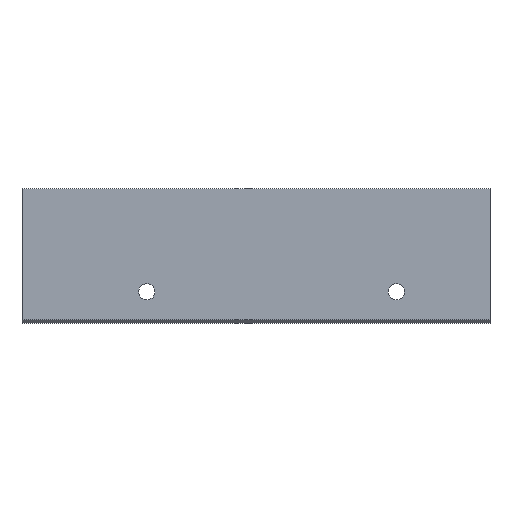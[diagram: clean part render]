
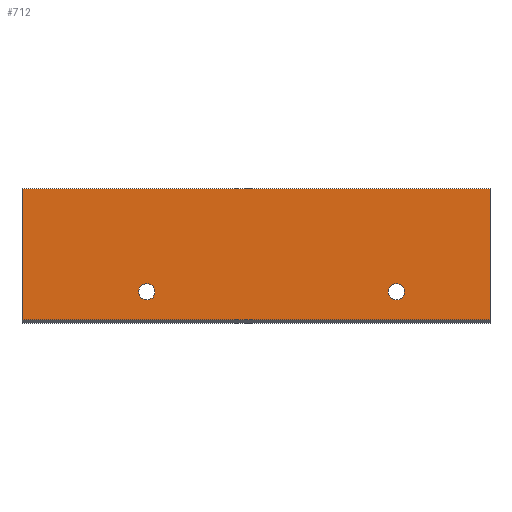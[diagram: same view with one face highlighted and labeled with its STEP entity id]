
A CAD part, top view. The second image highlights one B-rep face of the part: STEP entity #712.
In plain terms, the highlighted planar face has unit normal (0, 0, 1).
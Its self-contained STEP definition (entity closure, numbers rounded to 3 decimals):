
#44 = PLANE('',#45);
#45 = AXIS2_PLACEMENT_3D('',#46,#47,#48);
#46 = CARTESIAN_POINT('',(-75.,21.141,1.873));
#47 = DIRECTION('',(1.,0.,0.));
#48 = DIRECTION('',(0.,0.,1.));
#72 = PLANE('',#73);
#73 = AXIS2_PLACEMENT_3D('',#74,#75,#76);
#74 = CARTESIAN_POINT('',(-75.,0.5,2.5));
#75 = DIRECTION('',(0.,-0.707,0.707)
  );
#76 = DIRECTION('',(1.,0.,0.));
#100 = PLANE('',#101);
#101 = AXIS2_PLACEMENT_3D('',#102,#103,#104);
#102 = CARTESIAN_POINT('',(75.,21.141,1.873));
#103 = DIRECTION('',(1.,0.,0.));
#104 = DIRECTION('',(0.,0.,1.));
#200 = VERTEX_POINT('',#201);
#201 = CARTESIAN_POINT('',(-75.,43.,3.));
#215 = PLANE('',#216);
#216 = AXIS2_PLACEMENT_3D('',#217,#218,#219);
#217 = CARTESIAN_POINT('',(-75.,43.,1.5));
#218 = DIRECTION('',(0.,-1.,0.));
#219 = DIRECTION('',(0.,0.,1.));
#227 = EDGE_CURVE('',#200,#228,#230,.T.);
#228 = VERTEX_POINT('',#229);
#229 = CARTESIAN_POINT('',(-75.,1.,3.));
#230 = SURFACE_CURVE('',#231,(#235,#242),.PCURVE_S1.);
#231 = LINE('',#232,#233);
#232 = CARTESIAN_POINT('',(-75.,43.,3.));
#233 = VECTOR('',#234,1.);
#234 = DIRECTION('',(0.,-1.,0.));
#235 = PCURVE('',#44,#236);
#236 = DEFINITIONAL_REPRESENTATION('',(#237),#241);
#237 = LINE('',#238,#239);
#238 = CARTESIAN_POINT('',(1.127,-21.859));
#239 = VECTOR('',#240,1.);
#240 = DIRECTION('',(0.,1.));
#241 = ( GEOMETRIC_REPRESENTATION_CONTEXT(2) 
PARAMETRIC_REPRESENTATION_CONTEXT() REPRESENTATION_CONTEXT('2D SPACE',''
  ) );
#242 = PCURVE('',#243,#248);
#243 = PLANE('',#244);
#244 = AXIS2_PLACEMENT_3D('',#245,#246,#247);
#245 = CARTESIAN_POINT('',(-75.,43.,3.));
#246 = DIRECTION('',(0.,0.,-1.));
#247 = DIRECTION('',(0.,-1.,0.));
#248 = DEFINITIONAL_REPRESENTATION('',(#249),#253);
#249 = LINE('',#250,#251);
#250 = CARTESIAN_POINT('',(0.,0.));
#251 = VECTOR('',#252,1.);
#252 = DIRECTION('',(1.,0.));
#253 = ( GEOMETRIC_REPRESENTATION_CONTEXT(2) 
PARAMETRIC_REPRESENTATION_CONTEXT() REPRESENTATION_CONTEXT('2D SPACE',''
  ) );
#332 = VERTEX_POINT('',#333);
#333 = CARTESIAN_POINT('',(75.,1.,3.));
#354 = EDGE_CURVE('',#228,#332,#355,.T.);
#355 = SURFACE_CURVE('',#356,(#360,#367),.PCURVE_S1.);
#356 = LINE('',#357,#358);
#357 = CARTESIAN_POINT('',(-75.,1.,3.));
#358 = VECTOR('',#359,1.);
#359 = DIRECTION('',(1.,0.,0.));
#360 = PCURVE('',#72,#361);
#361 = DEFINITIONAL_REPRESENTATION('',(#362),#366);
#362 = LINE('',#363,#364);
#363 = CARTESIAN_POINT('',(0.,0.707));
#364 = VECTOR('',#365,1.);
#365 = DIRECTION('',(1.,0.));
#366 = ( GEOMETRIC_REPRESENTATION_CONTEXT(2) 
PARAMETRIC_REPRESENTATION_CONTEXT() REPRESENTATION_CONTEXT('2D SPACE',''
  ) );
#367 = PCURVE('',#243,#368);
#368 = DEFINITIONAL_REPRESENTATION('',(#369),#373);
#369 = LINE('',#370,#371);
#370 = CARTESIAN_POINT('',(42.,0.));
#371 = VECTOR('',#372,1.);
#372 = DIRECTION('',(0.,-1.));
#373 = ( GEOMETRIC_REPRESENTATION_CONTEXT(2) 
PARAMETRIC_REPRESENTATION_CONTEXT() REPRESENTATION_CONTEXT('2D SPACE',''
  ) );
#443 = CYLINDRICAL_SURFACE('',#444,2.6);
#444 = AXIS2_PLACEMENT_3D('',#445,#446,#447);
#445 = CARTESIAN_POINT('',(45.,10.,3.));
#446 = DIRECTION('',(0.,0.,1.));
#447 = DIRECTION('',(0.,-1.,0.));
#474 = CYLINDRICAL_SURFACE('',#475,2.6);
#475 = AXIS2_PLACEMENT_3D('',#476,#477,#478);
#476 = CARTESIAN_POINT('',(-35.,10.,3.));
#477 = DIRECTION('',(0.,0.,1.));
#478 = DIRECTION('',(0.,-1.,0.));
#538 = VERTEX_POINT('',#539);
#539 = CARTESIAN_POINT('',(75.,43.,3.));
#560 = EDGE_CURVE('',#538,#332,#561,.T.);
#561 = SURFACE_CURVE('',#562,(#566,#573),.PCURVE_S1.);
#562 = LINE('',#563,#564);
#563 = CARTESIAN_POINT('',(75.,43.,3.));
#564 = VECTOR('',#565,1.);
#565 = DIRECTION('',(0.,-1.,0.));
#566 = PCURVE('',#100,#567);
#567 = DEFINITIONAL_REPRESENTATION('',(#568),#572);
#568 = LINE('',#569,#570);
#569 = CARTESIAN_POINT('',(1.127,-21.859));
#570 = VECTOR('',#571,1.);
#571 = DIRECTION('',(0.,1.));
#572 = ( GEOMETRIC_REPRESENTATION_CONTEXT(2) 
PARAMETRIC_REPRESENTATION_CONTEXT() REPRESENTATION_CONTEXT('2D SPACE',''
  ) );
#573 = PCURVE('',#243,#574);
#574 = DEFINITIONAL_REPRESENTATION('',(#575),#579);
#575 = LINE('',#576,#577);
#576 = CARTESIAN_POINT('',(0.,-150.));
#577 = VECTOR('',#578,1.);
#578 = DIRECTION('',(1.,0.));
#579 = ( GEOMETRIC_REPRESENTATION_CONTEXT(2) 
PARAMETRIC_REPRESENTATION_CONTEXT() REPRESENTATION_CONTEXT('2D SPACE',''
  ) );
#692 = EDGE_CURVE('',#200,#538,#693,.T.);
#693 = SURFACE_CURVE('',#694,(#698,#705),.PCURVE_S1.);
#694 = LINE('',#695,#696);
#695 = CARTESIAN_POINT('',(-75.,43.,3.));
#696 = VECTOR('',#697,1.);
#697 = DIRECTION('',(1.,0.,0.));
#698 = PCURVE('',#215,#699);
#699 = DEFINITIONAL_REPRESENTATION('',(#700),#704);
#700 = LINE('',#701,#702);
#701 = CARTESIAN_POINT('',(1.5,0.));
#702 = VECTOR('',#703,1.);
#703 = DIRECTION('',(0.,-1.));
#704 = ( GEOMETRIC_REPRESENTATION_CONTEXT(2) 
PARAMETRIC_REPRESENTATION_CONTEXT() REPRESENTATION_CONTEXT('2D SPACE',''
  ) );
#705 = PCURVE('',#243,#706);
#706 = DEFINITIONAL_REPRESENTATION('',(#707),#711);
#707 = LINE('',#708,#709);
#708 = CARTESIAN_POINT('',(0.,0.));
#709 = VECTOR('',#710,1.);
#710 = DIRECTION('',(0.,-1.));
#711 = ( GEOMETRIC_REPRESENTATION_CONTEXT(2) 
PARAMETRIC_REPRESENTATION_CONTEXT() REPRESENTATION_CONTEXT('2D SPACE',''
  ) );
#712 = ADVANCED_FACE('',(#713,#719,#749),#243,.F.);
#713 = FACE_BOUND('',#714,.F.);
#714 = EDGE_LOOP('',(#715,#716,#717,#718));
#715 = ORIENTED_EDGE('',*,*,#227,.F.);
#716 = ORIENTED_EDGE('',*,*,#692,.T.);
#717 = ORIENTED_EDGE('',*,*,#560,.T.);
#718 = ORIENTED_EDGE('',*,*,#354,.F.);
#719 = FACE_BOUND('',#720,.F.);
#720 = EDGE_LOOP('',(#721));
#721 = ORIENTED_EDGE('',*,*,#722,.T.);
#722 = EDGE_CURVE('',#723,#723,#725,.T.);
#723 = VERTEX_POINT('',#724);
#724 = CARTESIAN_POINT('',(45.,7.4,3.));
#725 = SURFACE_CURVE('',#726,(#731,#742),.PCURVE_S1.);
#726 = CIRCLE('',#727,2.6);
#727 = AXIS2_PLACEMENT_3D('',#728,#729,#730);
#728 = CARTESIAN_POINT('',(45.,10.,3.));
#729 = DIRECTION('',(0.,0.,1.));
#730 = DIRECTION('',(0.,-1.,0.));
#731 = PCURVE('',#243,#732);
#732 = DEFINITIONAL_REPRESENTATION('',(#733),#741);
#733 = ( BOUNDED_CURVE() B_SPLINE_CURVE(2,(#734,#735,#736,#737,#738,#739
,#740),.UNSPECIFIED.,.T.,.F.) B_SPLINE_CURVE_WITH_KNOTS((1,2,2,2,2,1),(
    -2.094,0.,2.094,4.189,6.283,
8.378),.UNSPECIFIED.) CURVE() GEOMETRIC_REPRESENTATION_ITEM() 
RATIONAL_B_SPLINE_CURVE((1.,0.5,1.,0.5,1.,0.5,1.)) REPRESENTATION_ITEM(
  '') );
#734 = CARTESIAN_POINT('',(35.6,-120.));
#735 = CARTESIAN_POINT('',(35.6,-124.503));
#736 = CARTESIAN_POINT('',(31.7,-122.252));
#737 = CARTESIAN_POINT('',(27.8,-120.));
#738 = CARTESIAN_POINT('',(31.7,-117.748));
#739 = CARTESIAN_POINT('',(35.6,-115.497));
#740 = CARTESIAN_POINT('',(35.6,-120.));
#741 = ( GEOMETRIC_REPRESENTATION_CONTEXT(2) 
PARAMETRIC_REPRESENTATION_CONTEXT() REPRESENTATION_CONTEXT('2D SPACE',''
  ) );
#742 = PCURVE('',#443,#743);
#743 = DEFINITIONAL_REPRESENTATION('',(#744),#748);
#744 = LINE('',#745,#746);
#745 = CARTESIAN_POINT('',(0.,0.));
#746 = VECTOR('',#747,1.);
#747 = DIRECTION('',(1.,0.));
#748 = ( GEOMETRIC_REPRESENTATION_CONTEXT(2) 
PARAMETRIC_REPRESENTATION_CONTEXT() REPRESENTATION_CONTEXT('2D SPACE',''
  ) );
#749 = FACE_BOUND('',#750,.F.);
#750 = EDGE_LOOP('',(#751));
#751 = ORIENTED_EDGE('',*,*,#752,.T.);
#752 = EDGE_CURVE('',#753,#753,#755,.T.);
#753 = VERTEX_POINT('',#754);
#754 = CARTESIAN_POINT('',(-35.,7.4,3.));
#755 = SURFACE_CURVE('',#756,(#761,#772),.PCURVE_S1.);
#756 = CIRCLE('',#757,2.6);
#757 = AXIS2_PLACEMENT_3D('',#758,#759,#760);
#758 = CARTESIAN_POINT('',(-35.,10.,3.));
#759 = DIRECTION('',(0.,0.,1.));
#760 = DIRECTION('',(0.,-1.,0.));
#761 = PCURVE('',#243,#762);
#762 = DEFINITIONAL_REPRESENTATION('',(#763),#771);
#763 = ( BOUNDED_CURVE() B_SPLINE_CURVE(2,(#764,#765,#766,#767,#768,#769
,#770),.UNSPECIFIED.,.T.,.F.) B_SPLINE_CURVE_WITH_KNOTS((1,2,2,2,2,1),(
    -2.094,0.,2.094,4.189,6.283,
8.378),.UNSPECIFIED.) CURVE() GEOMETRIC_REPRESENTATION_ITEM() 
RATIONAL_B_SPLINE_CURVE((1.,0.5,1.,0.5,1.,0.5,1.)) REPRESENTATION_ITEM(
  '') );
#764 = CARTESIAN_POINT('',(35.6,-40.));
#765 = CARTESIAN_POINT('',(35.6,-44.503));
#766 = CARTESIAN_POINT('',(31.7,-42.252));
#767 = CARTESIAN_POINT('',(27.8,-40.));
#768 = CARTESIAN_POINT('',(31.7,-37.748));
#769 = CARTESIAN_POINT('',(35.6,-35.497));
#770 = CARTESIAN_POINT('',(35.6,-40.));
#771 = ( GEOMETRIC_REPRESENTATION_CONTEXT(2) 
PARAMETRIC_REPRESENTATION_CONTEXT() REPRESENTATION_CONTEXT('2D SPACE',''
  ) );
#772 = PCURVE('',#474,#773);
#773 = DEFINITIONAL_REPRESENTATION('',(#774),#778);
#774 = LINE('',#775,#776);
#775 = CARTESIAN_POINT('',(0.,0.));
#776 = VECTOR('',#777,1.);
#777 = DIRECTION('',(1.,0.));
#778 = ( GEOMETRIC_REPRESENTATION_CONTEXT(2) 
PARAMETRIC_REPRESENTATION_CONTEXT() REPRESENTATION_CONTEXT('2D SPACE',''
  ) );
